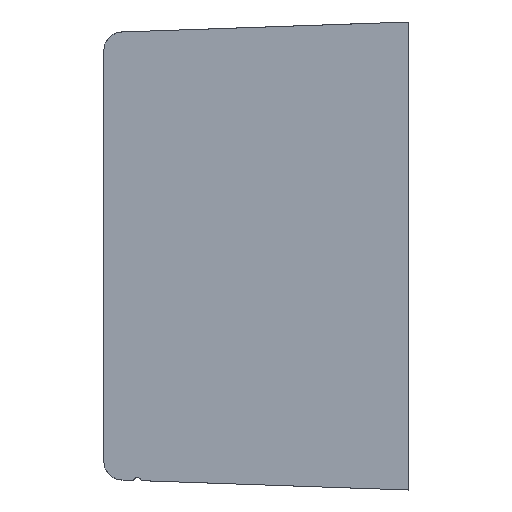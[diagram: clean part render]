
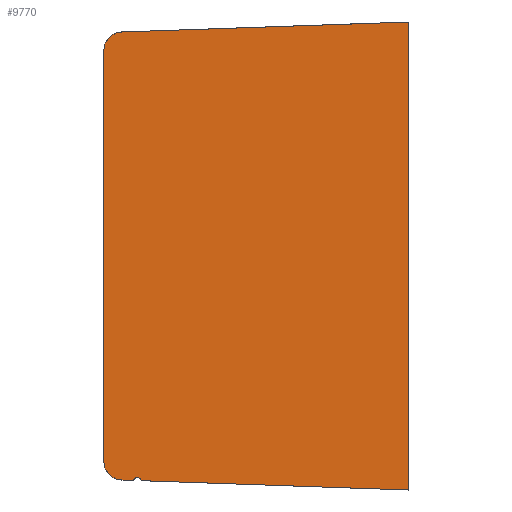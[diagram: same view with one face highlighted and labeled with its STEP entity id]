
A CAD part, left-side view. The second image highlights one B-rep face of the part: STEP entity #9770.
In plain terms, the highlighted planar face has unit normal (1, 0, 0).
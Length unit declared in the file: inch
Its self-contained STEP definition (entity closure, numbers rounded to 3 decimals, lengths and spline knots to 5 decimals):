
#1619 = DIRECTION ( 'NONE',  ( -1., 0., 0. ) ) ;
#2399 = EDGE_CURVE ( 'NONE', #25496, #77532, #73346, .T. ) ;
#5417 = LINE ( 'NONE', #53101, #35693 ) ;
#7607 = VECTOR ( 'NONE', #43365, 39.37008 ) ;
#8992 = VECTOR ( 'NONE', #52965, 39.37008 ) ;
#9770 = ADVANCED_FACE ( 'NONE', ( #16356 ), #68978, .T. ) ;
#10779 = DIRECTION ( 'NONE',  ( 1., 0., 0. ) ) ;
#11155 = CARTESIAN_POINT ( 'NONE',  ( -0.9935, 0., -2.5 ) ) ;
#11295 = CARTESIAN_POINT ( 'NONE',  ( -0.9935, 0., 2.5 ) ) ;
#12263 = VERTEX_POINT ( 'NONE', #68624 ) ;
#13124 = CARTESIAN_POINT ( 'NONE',  ( -0.9935, 2.84799, -2.40055 ) ) ;
#13608 = CARTESIAN_POINT ( 'NONE',  ( -0.9935, 3.05698, -2.39325 ) ) ;
#14083 = VERTEX_POINT ( 'NONE', #13608 ) ;
#16356 = FACE_OUTER_BOUND ( 'NONE', #52668, .T. ) ;
#17972 = EDGE_CURVE ( 'NONE', #72406, #25496, #60029, .T. ) ;
#21603 = ORIENTED_EDGE ( 'NONE', *, *, #17972, .T. ) ;
#25496 = VERTEX_POINT ( 'NONE', #56080 ) ;
#27003 = VECTOR ( 'NONE', #65038, 39.37008 ) ;
#28064 = EDGE_CURVE ( 'NONE', #12263, #14083, #69959, .T. ) ;
#30284 = VECTOR ( 'NONE', #71903, 39.37008 ) ;
#30427 = DIRECTION ( 'NONE',  ( 1., 0., 0. ) ) ;
#33660 = ORIENTED_EDGE ( 'NONE', *, *, #74777, .T. ) ;
#35693 = VECTOR ( 'NONE', #63386, 39.37008 ) ;
#36699 = CARTESIAN_POINT ( 'NONE',  ( -0.9935, 0., -2.5 ) ) ;
#36891 = AXIS2_PLACEMENT_3D ( 'NONE', #37857, #1619, #43908 ) ;
#37857 = CARTESIAN_POINT ( 'NONE',  ( -0.9935, 2.89106, -2.41359 ) ) ;
#39478 = CARTESIAN_POINT ( 'NONE',  ( -0.9935, 3.25, -2.19337 ) ) ;
#39494 = AXIS2_PLACEMENT_3D ( 'NONE', #46955, #10779, #53051 ) ;
#41281 = EDGE_CURVE ( 'NONE', #44136, #72406, #57248, .T. ) ;
#43365 = DIRECTION ( 'NONE',  ( 0., 0.999, 0.035 ) ) ;
#43908 = DIRECTION ( 'NONE',  ( 0., -1., 0. ) ) ;
#44136 = VERTEX_POINT ( 'NONE', #39478 ) ;
#46327 = LINE ( 'NONE', #11155, #30284 ) ;
#46955 = CARTESIAN_POINT ( 'NONE',  ( -0.9935, 3.05, -2.19337 ) ) ;
#48970 = ORIENTED_EDGE ( 'NONE', *, *, #70756, .T. ) ;
#50052 = ORIENTED_EDGE ( 'NONE', *, *, #41281, .T. ) ;
#50253 = VERTEX_POINT ( 'NONE', #36699 ) ;
#52668 = EDGE_LOOP ( 'NONE', ( #62243, #33660, #70116, #59494, #48970, #50052, #21603, #70019 ) ) ;
#52965 = DIRECTION ( 'NONE',  ( 0., 0., 1. ) ) ;
#53051 = DIRECTION ( 'NONE',  ( 0., 0., -1. ) ) ;
#53101 = CARTESIAN_POINT ( 'NONE',  ( -0.9935, 0., 2.5 ) ) ;
#56080 = CARTESIAN_POINT ( 'NONE',  ( -0.9935, 3.05698, 2.39325 ) ) ;
#57248 = LINE ( 'NONE', #77226, #8992 ) ;
#58017 = CARTESIAN_POINT ( 'NONE',  ( -0.9935, 3.25, 2.19337 ) ) ;
#58111 = CIRCLE ( 'NONE', #39494, 0.2 ) ;
#59494 = ORIENTED_EDGE ( 'NONE', *, *, #28064, .T. ) ;
#59552 = AXIS2_PLACEMENT_3D ( 'NONE', #65995, #65890, #65733 ) ;
#60029 = CIRCLE ( 'NONE', #63940, 0.2 ) ;
#62243 = ORIENTED_EDGE ( 'NONE', *, *, #73284, .T. ) ;
#63386 = DIRECTION ( 'NONE',  ( 0., 0., -1. ) ) ;
#63940 = AXIS2_PLACEMENT_3D ( 'NONE', #66598, #30427, #72705 ) ;
#64747 = CIRCLE ( 'NONE', #36891, 0.045 ) ;
#64964 = CARTESIAN_POINT ( 'NONE',  ( -0.9935, 3.05698, 2.39325 ) ) ;
#65038 = DIRECTION ( 'NONE',  ( 0., -0.999, 0.035 ) ) ;
#65733 = DIRECTION ( 'NONE',  ( 0., 1., 0. ) ) ;
#65890 = DIRECTION ( 'NONE',  ( 1., 0., 0. ) ) ;
#65995 = CARTESIAN_POINT ( 'NONE',  ( -0.9935, 3.25, 2.5 ) ) ;
#66598 = CARTESIAN_POINT ( 'NONE',  ( -0.9935, 3.05, 2.19337 ) ) ;
#67377 = CARTESIAN_POINT ( 'NONE',  ( -0.9935, 2.93311, -2.39757 ) ) ;
#68624 = CARTESIAN_POINT ( 'NONE',  ( -0.9935, 2.93311, -2.39757 ) ) ;
#68978 = PLANE ( 'NONE',  #59552 ) ;
#69959 = LINE ( 'NONE', #67377, #7607 ) ;
#70019 = ORIENTED_EDGE ( 'NONE', *, *, #2399, .T. ) ;
#70116 = ORIENTED_EDGE ( 'NONE', *, *, #76593, .T. ) ;
#70756 = EDGE_CURVE ( 'NONE', #14083, #44136, #58111, .T. ) ;
#71903 = DIRECTION ( 'NONE',  ( 0., 0.999, 0.035 ) ) ;
#72406 = VERTEX_POINT ( 'NONE', #58017 ) ;
#72705 = DIRECTION ( 'NONE',  ( 0., 0., -1. ) ) ;
#73284 = EDGE_CURVE ( 'NONE', #77532, #50253, #5417, .T. ) ;
#73346 = LINE ( 'NONE', #64964, #27003 ) ;
#73598 = VERTEX_POINT ( 'NONE', #13124 ) ;
#74777 = EDGE_CURVE ( 'NONE', #50253, #73598, #46327, .T. ) ;
#76593 = EDGE_CURVE ( 'NONE', #73598, #12263, #64747, .T. ) ;
#77226 = CARTESIAN_POINT ( 'NONE',  ( -0.9935, 3.25, 2.5 ) ) ;
#77532 = VERTEX_POINT ( 'NONE', #11295 ) ;
